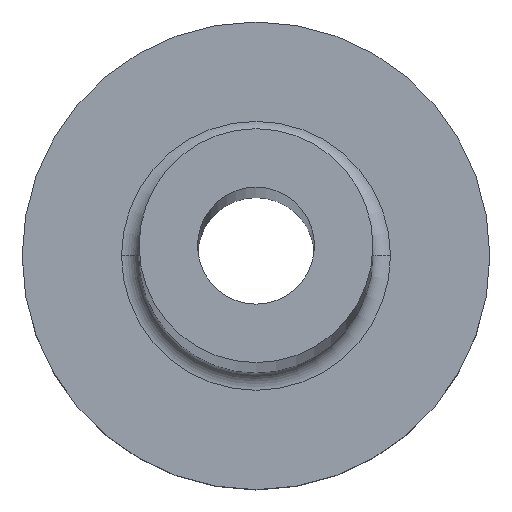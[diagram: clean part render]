
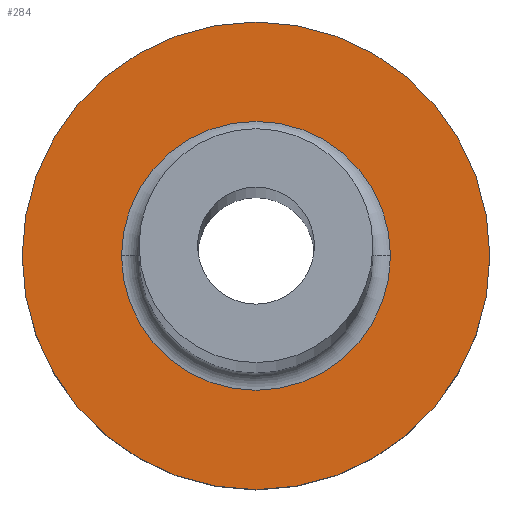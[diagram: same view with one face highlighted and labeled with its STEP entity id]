
A CAD part, top view. The second image highlights one B-rep face of the part: STEP entity #284.
In plain terms, the highlighted planar face has unit normal (0, 0, 1).
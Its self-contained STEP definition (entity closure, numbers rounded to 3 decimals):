
#3 = DIRECTION ( 'NONE',  ( 1., 0., 0. ) ) ;
#11 = DIRECTION ( 'NONE',  ( 1., 0., 0. ) ) ;
#13 = DIRECTION ( 'NONE',  ( 0., 0., -1. ) ) ;
#16 = AXIS2_PLACEMENT_3D ( 'NONE', #66, #13, #157 ) ;
#28 = EDGE_LOOP ( 'NONE', ( #257, #41 ) ) ;
#32 = CARTESIAN_POINT ( 'NONE',  ( -2.3, 0., 3. ) ) ;
#41 = ORIENTED_EDGE ( 'NONE', *, *, #159, .T. ) ;
#48 = CARTESIAN_POINT ( 'NONE',  ( 2.3, 0., 3. ) ) ;
#66 = CARTESIAN_POINT ( 'NONE',  ( 0., 0., 3. ) ) ;
#72 = VERTEX_POINT ( 'NONE', #32 ) ;
#78 = ORIENTED_EDGE ( 'NONE', *, *, #246, .T. ) ;
#88 = DIRECTION ( 'NONE',  ( 0., 0., 1. ) ) ;
#127 = DIRECTION ( 'NONE',  ( 0., 0., -1. ) ) ;
#147 = CARTESIAN_POINT ( 'NONE',  ( 0., 0., 3. ) ) ;
#151 = AXIS2_PLACEMENT_3D ( 'NONE', #147, #88, #3 ) ;
#157 = DIRECTION ( 'NONE',  ( 1., 0., 0. ) ) ;
#159 = EDGE_CURVE ( 'NONE', #320, #220, #281, .T. ) ;
#168 = EDGE_CURVE ( 'NONE', #72, #342, #344, .T. ) ;
#188 = FACE_BOUND ( 'NONE', #307, .T. ) ;
#193 = PLANE ( 'NONE',  #235 ) ;
#200 = CARTESIAN_POINT ( 'NONE',  ( 0., 0., 3. ) ) ;
#214 = DIRECTION ( 'NONE',  ( 1., 0., 0. ) ) ;
#219 = CARTESIAN_POINT ( 'NONE',  ( -4., 0., 3. ) ) ;
#220 = VERTEX_POINT ( 'NONE', #219 ) ;
#221 = DIRECTION ( 'NONE',  ( 0., 0., 1. ) ) ;
#223 = AXIS2_PLACEMENT_3D ( 'NONE', #245, #127, #214 ) ;
#235 = AXIS2_PLACEMENT_3D ( 'NONE', #200, #255, #309 ) ;
#245 = CARTESIAN_POINT ( 'NONE',  ( 0., 0., 3. ) ) ;
#246 = EDGE_CURVE ( 'NONE', #342, #72, #301, .T. ) ;
#255 = DIRECTION ( 'NONE',  ( 0., 0., 1. ) ) ;
#257 = ORIENTED_EDGE ( 'NONE', *, *, #371, .T. ) ;
#264 = CIRCLE ( 'NONE', #151, 4. ) ;
#278 = ORIENTED_EDGE ( 'NONE', *, *, #168, .T. ) ;
#281 = CIRCLE ( 'NONE', #375, 4. ) ;
#284 = ADVANCED_FACE ( 'NONE', ( #188, #305 ), #193, .T. ) ;
#301 = CIRCLE ( 'NONE', #16, 2.3 ) ;
#305 = FACE_OUTER_BOUND ( 'NONE', #28, .T. ) ;
#307 = EDGE_LOOP ( 'NONE', ( #78, #278 ) ) ;
#309 = DIRECTION ( 'NONE',  ( 1., 0., 0. ) ) ;
#312 = CARTESIAN_POINT ( 'NONE',  ( 4., 0., 3. ) ) ;
#320 = VERTEX_POINT ( 'NONE', #312 ) ;
#342 = VERTEX_POINT ( 'NONE', #48 ) ;
#344 = CIRCLE ( 'NONE', #223, 2.3 ) ;
#368 = CARTESIAN_POINT ( 'NONE',  ( 0., 0., 3. ) ) ;
#371 = EDGE_CURVE ( 'NONE', #220, #320, #264, .T. ) ;
#375 = AXIS2_PLACEMENT_3D ( 'NONE', #368, #221, #11 ) ;
